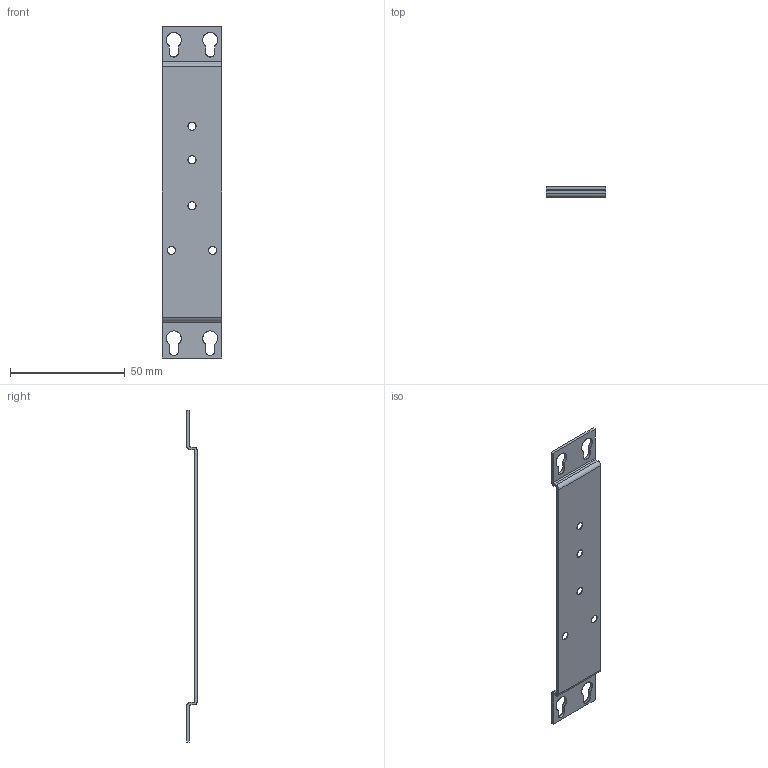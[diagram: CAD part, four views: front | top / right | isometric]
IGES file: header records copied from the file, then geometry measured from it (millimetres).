
Start section: SolidWorks IGES file using analytic representation for surfaces
Global section: file name: SX9Z-1A01.IGS; native system: SolidWorks 2014; preprocessor: SolidWorks 2014; author: 1002813; date: 170828.161051; units: millimetre
Bounding box: 25.8 x 4.7 x 144.43 mm (x, y, z)
Surface area: 7819.4 mm2 (no closed solid volume)
Topology: 0 solids, 0 shells, 66 faces, 1032 edges, 1032 vertices
Faces by surface type: revolution 44, bspline 22
